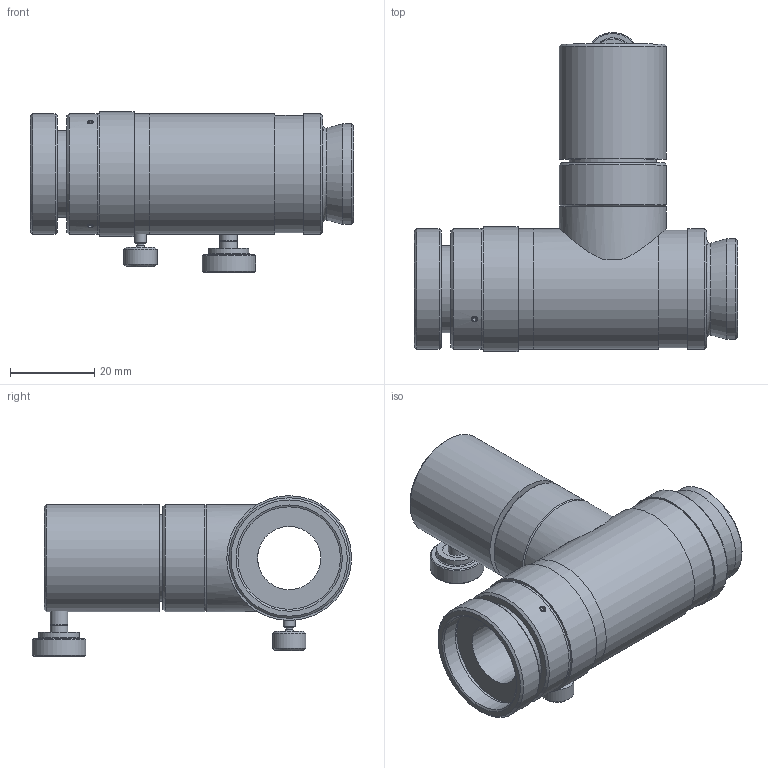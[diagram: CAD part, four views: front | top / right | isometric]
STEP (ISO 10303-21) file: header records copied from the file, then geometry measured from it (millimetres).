
FILE_DESCRIPTION((''),'2;1');
FILE_NAME('61522_0.stp','2007-12-05T08:29:44',('PODLENA'),(''),'Autodesk Inventor 2008','Autodesk Inventor 2008','');
FILE_SCHEMA(('AUTOMOTIVE_DESIGN { 1 0 10303 214 1 1 1 1 }'));
Length unit declared in the file: inch
Products named in the file (22): Assembly3 (LevelofDetail1); 61522.iam (~1); 60200; 60202; 61604; 60243; 7187; 7022; 7082; 4141; 60436; 7261; 60433; 61430; 61431; 61434; 61435; 61436; 61439; 61523; 7012; 7124
Assembly tree (23 placements, depth 5):
  Assembly3 (LevelofDetail1)
    61522.iam (~1)
      60200
        60202
        61604
        60243
        7187
          7022
          7082
          4141
      60436
        7261
        60433
      61430
      61431
      61434
      61435
      61436
      61439
      61523
      7012  x3
      7124
Bounding box: 76.61 x 75.65 x 38.09 mm (x, y, z)
Volume: 39407.8 mm3; surface area: 32741.3 mm2
Topology: 19 solids, 19 shells, 236 faces, 480 edges, 307 vertices
Faces by surface type: plane 109, cylinder 64, cone 41, bspline 21, sphere 1
Full cylindrical faces by diameter (mm): 1.524 x3, 1.575 x1, 1.593 x1, 1.651 x1, 1.981 x1, 2.083 x1, 2.845 x1, 3.162 x1, 3.81 x1, 4.166 x2, 6.807 x1, 6.858 x1, 7.874 x1, 8.026 x1, 9.601 x1, 12.7 x1, 14.275 x1, 14.986 x1, 15.469 x1, 15.799 x1, 17.323 x1, 19.05 x1, 19.842 x1, 20.32 x1, 20.5 x1, 20.574 x1, 20.625 x1, 20.638 x1, 21.031 x1, 21.412 x1
Entity records: 6756 total; most frequent: CARTESIAN_POINT 2194, DIRECTION 865, ORIENTED_EDGE 578, AXIS2_PLACEMENT_3D 401, EDGE_LOOP 393, EDGE_CURVE 289, VERTEX_POINT 256, FACE_OUTER_BOUND 212
